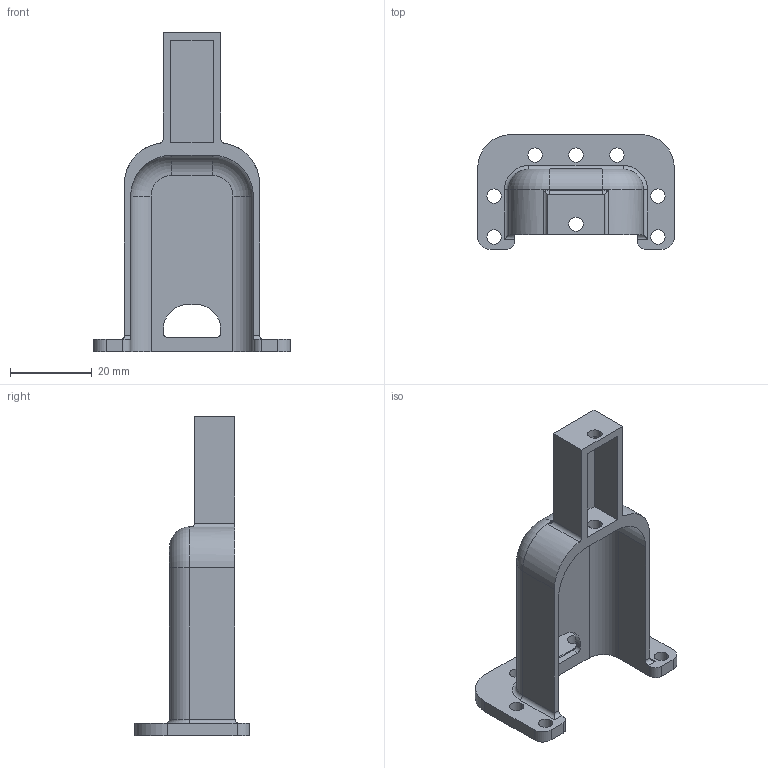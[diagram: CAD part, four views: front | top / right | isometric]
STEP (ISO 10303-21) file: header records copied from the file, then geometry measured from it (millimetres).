
FILE_DESCRIPTION (( 'STEP AP203' ), '1' );
FILE_NAME ('Ascensor endstop Z.STEP', '2016-04-11T07:15:56', ( 'Joel Frax' ), ( 'Microsoft' ), 'SwSTEP 2.0', 'SolidWorks 2015', '' );
FILE_SCHEMA (( 'CONFIG_CONTROL_DESIGN' ));
Length unit declared in the file: millimetre
Products named in the file (1): Ascensor endstop Z
Bounding box: 48 x 28 x 78 mm (x, y, z)
Volume: 9297.1 mm3; surface area: 9904.1 mm2
Topology: 1 solids, 1 shells, 83 faces, 227 edges, 146 vertices
Faces by surface type: cylinder 46, plane 29, torus 8
Entity records: 2790 total; most frequent: CARTESIAN_POINT 499, DIRECTION 483, ORIENTED_EDGE 454, EDGE_CURVE 227, AXIS2_PLACEMENT_3D 180, VERTEX_POINT 146, VECTOR 123, LINE 123
